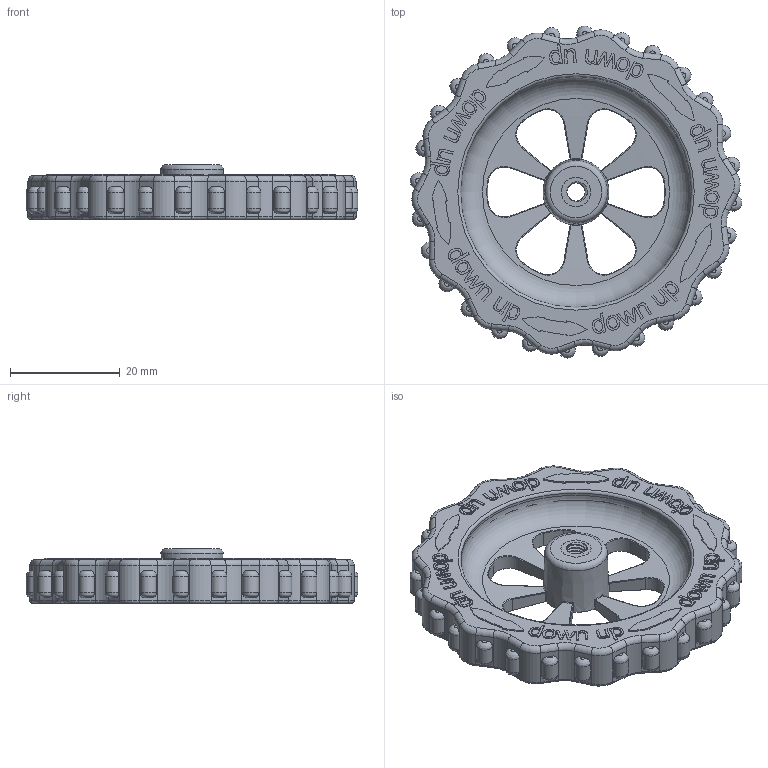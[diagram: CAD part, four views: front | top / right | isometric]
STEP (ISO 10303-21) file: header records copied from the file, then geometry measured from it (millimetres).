
FILE_DESCRIPTION(/* description */ (''),/* implementation_level */ '2;1');
FILE_NAME(/* name */ 'HAND TWIST LEVELING NUT M4 v14.step',/* time_stamp */ '2024-06-25T15:42:47-07:00',/* author */ (''),/* organization */ (''),/* preprocessor_version */ 'ST-DEVELOPER v20',/* originating_system */ 'Autodesk Translation Framework v12.20.1.177',/* authorisation */ '');
FILE_SCHEMA (('AUTOMOTIVE_DESIGN { 1 0 10303 214 3 1 1 }'));
Length unit declared in the file: millimetre
Products named in the file (2): HAND TWIST LEVELING NUT M4; Wheel
Assembly tree (1 placements, depth 2):
  HAND TWIST LEVELING NUT M4
    Wheel
Bounding box: 60.34 x 60.39 x 10 mm (x, y, z)
Volume: 10806.9 mm3; surface area: 9834 mm2
Topology: 2 solids, 2 shells, 1584 faces, 4030 edges, 2540 vertices
Faces by surface type: plane 684, bspline 500, cylinder 261, torus 83, cone 56
Full cylindrical faces by diameter (mm): 3.332 x7, 3.5 x6, 4.109 x4, 5.25 x1, 42 x1
Entity records: 54818 total; most frequent: CARTESIAN_POINT 19355, ORIENTED_EDGE 8060, DIRECTION 6135, EDGE_CURVE 4030, VERTEX_POINT 2540, LINE 2133, VECTOR 2133, AXIS2_PLACEMENT_3D 2001
